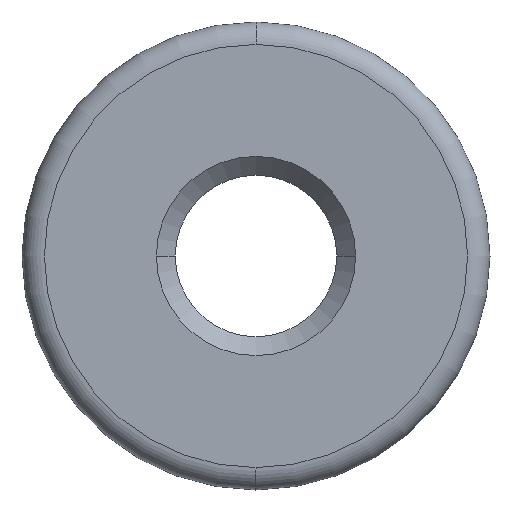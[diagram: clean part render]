
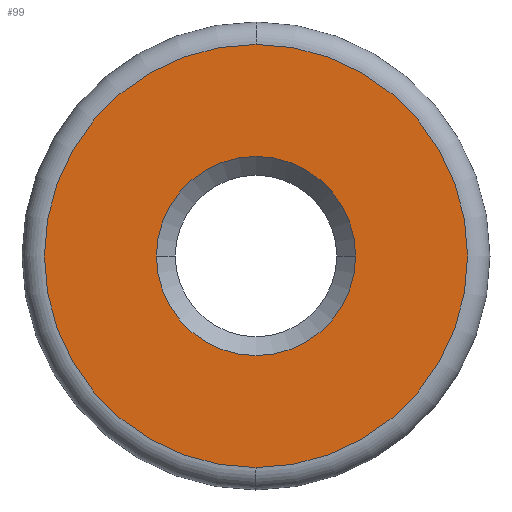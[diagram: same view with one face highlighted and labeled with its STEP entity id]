
A CAD part, left-side view. The second image highlights one B-rep face of the part: STEP entity #99.
In plain terms, the highlighted planar face has unit normal (-1, 0, 0).
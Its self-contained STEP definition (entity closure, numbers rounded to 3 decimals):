
#99=ADVANCED_FACE('',(#153,#154),#155,.T.);
#153=FACE_BOUND('',#211,.T.);
#154=FACE_OUTER_BOUND('',#212,.T.);
#155=PLANE('',#213);
#211=EDGE_LOOP('',(#396,#397));
#212=EDGE_LOOP('',(#398,#399));
#213=AXIS2_PLACEMENT_3D('',#400,#401,#402);
#396=ORIENTED_EDGE('',*,*,#444,.T.);
#397=ORIENTED_EDGE('',*,*,#478,.T.);
#398=ORIENTED_EDGE('',*,*,#487,.T.);
#399=ORIENTED_EDGE('',*,*,#435,.T.);
#400=CARTESIAN_POINT('',(0.,0.0,-2.125));
#401=DIRECTION('',(-1.0,0.0,0.));
#402=DIRECTION('',(0.,0.0,-1.0));
#435=EDGE_CURVE('',#502,#500,#503,.T.);
#444=EDGE_CURVE('',#519,#516,#520,.T.);
#478=EDGE_CURVE('',#516,#519,#573,.T.);
#487=EDGE_CURVE('',#500,#502,#585,.T.);
#500=VERTEX_POINT('',#598);
#502=VERTEX_POINT('',#600);
#503=CIRCLE('',#601,4.25);
#516=VERTEX_POINT('',#652);
#519=VERTEX_POINT('',#656);
#520=CIRCLE('',#657,2.);
#573=CIRCLE('',#825,2.);
#585=CIRCLE('',#877,4.25);
#598=CARTESIAN_POINT('',(0.,0.0,-4.25));
#600=CARTESIAN_POINT('',(0.,0.,4.25));
#601=AXIS2_PLACEMENT_3D('',#903,#904,#905);
#652=CARTESIAN_POINT('',(0.,2.,0.));
#656=CARTESIAN_POINT('',(0.,-2.,0.));
#657=AXIS2_PLACEMENT_3D('',#912,#913,#914);
#825=AXIS2_PLACEMENT_3D('',#964,#965,#966);
#877=AXIS2_PLACEMENT_3D('',#971,#972,#973);
#903=CARTESIAN_POINT('',(0.0,0.0,0.0));
#904=DIRECTION('',(-1.0,0.0,0.));
#905=DIRECTION('',(0.,0.0,-1.0));
#912=CARTESIAN_POINT('',(0.,0.,0.0));
#913=DIRECTION('',(1.0,0.0,0.));
#914=DIRECTION('',(0.0,1.0,0.0));
#964=CARTESIAN_POINT('',(0.,0.,0.0));
#965=DIRECTION('',(1.0,0.0,0.));
#966=DIRECTION('',(0.0,1.0,0.0));
#971=CARTESIAN_POINT('',(0.0,0.0,0.0));
#972=DIRECTION('',(-1.0,0.0,0.));
#973=DIRECTION('',(0.,0.0,-1.0));
